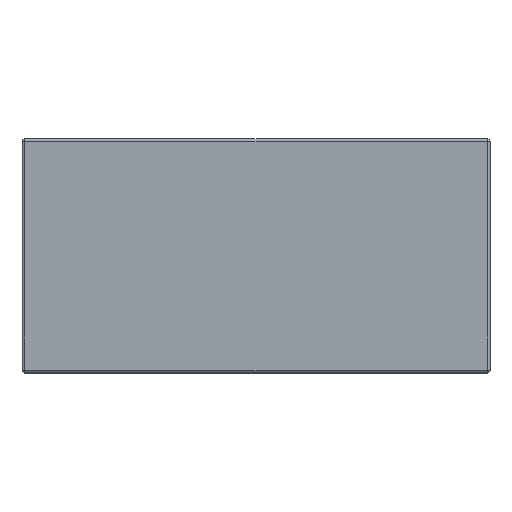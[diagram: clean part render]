
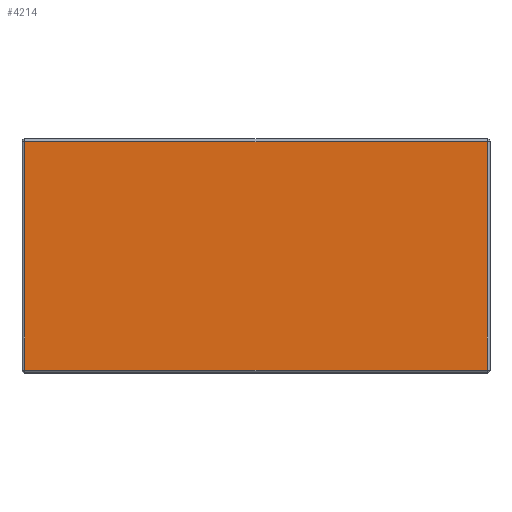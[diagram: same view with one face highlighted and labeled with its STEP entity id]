
A CAD part, top view. The second image highlights one B-rep face of the part: STEP entity #4214.
In plain terms, the highlighted planar face has unit normal (0, 0, 1).
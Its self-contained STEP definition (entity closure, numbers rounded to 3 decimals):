
#45 = LINE ( 'NONE', #564, #1195 ) ;
#192 = VECTOR ( 'NONE', #1312, 1000. ) ;
#382 = VERTEX_POINT ( 'NONE', #5437 ) ;
#513 = VERTEX_POINT ( 'NONE', #3700 ) ;
#564 = CARTESIAN_POINT ( 'NONE',  ( -0.8, 0.39, 0.18 ) ) ;
#718 = CARTESIAN_POINT ( 'NONE',  ( 0.79, 0.39, 0.18 ) ) ;
#730 = CARTESIAN_POINT ( 'NONE',  ( 0.79, 0.4, 0.18 ) ) ;
#751 = LINE ( 'NONE', #3235, #192 ) ;
#1195 = VECTOR ( 'NONE', #3443, 1000. ) ;
#1312 = DIRECTION ( 'NONE',  ( 0., -1., 0. ) ) ;
#1598 = FACE_OUTER_BOUND ( 'NONE', #5512, .T. ) ;
#1690 = VECTOR ( 'NONE', #3000, 1000. ) ;
#1793 = EDGE_CURVE ( 'NONE', #513, #5114, #2598, .T. ) ;
#1963 = AXIS2_PLACEMENT_3D ( 'NONE', #2080, #4549, #4134 ) ;
#2067 = ORIENTED_EDGE ( 'NONE', *, *, #1793, .T. ) ;
#2080 = CARTESIAN_POINT ( 'NONE',  ( 0., 0., 0.18 ) ) ;
#2107 = EDGE_CURVE ( 'NONE', #382, #4775, #751, .T. ) ;
#2471 = CARTESIAN_POINT ( 'NONE',  ( 0.8, -0.39, 0.18 ) ) ;
#2514 = ORIENTED_EDGE ( 'NONE', *, *, #6200, .T. ) ;
#2533 = LINE ( 'NONE', #2471, #1690 ) ;
#2598 = LINE ( 'NONE', #730, #3060 ) ;
#2597 = PLANE ( 'NONE',  #1963 ) ;
#3000 = DIRECTION ( 'NONE',  ( 1., 0., 0. ) ) ;
#3060 = VECTOR ( 'NONE', #3574, 1000. ) ;
#3235 = CARTESIAN_POINT ( 'NONE',  ( -0.79, -0.4, 0.18 ) ) ;
#3443 = DIRECTION ( 'NONE',  ( -1., 0., 0. ) ) ;
#3574 = DIRECTION ( 'NONE',  ( 0., 1., 0. ) ) ;
#3700 = CARTESIAN_POINT ( 'NONE',  ( 0.79, -0.39, 0.18 ) ) ;
#4031 = ORIENTED_EDGE ( 'NONE', *, *, #2107, .T. ) ;
#4134 = DIRECTION ( 'NONE',  ( 1., 0., 0. ) ) ;
#4214 = ADVANCED_FACE ( 'NONE', ( #1598 ), #2597, .T. ) ;
#4336 = ORIENTED_EDGE ( 'NONE', *, *, #6191, .T. ) ;
#4549 = DIRECTION ( 'NONE',  ( 0., 0., 1. ) ) ;
#4775 = VERTEX_POINT ( 'NONE', #4884 ) ;
#4884 = CARTESIAN_POINT ( 'NONE',  ( -0.79, -0.39, 0.18 ) ) ;
#5114 = VERTEX_POINT ( 'NONE', #718 ) ;
#5437 = CARTESIAN_POINT ( 'NONE',  ( -0.79, 0.39, 0.18 ) ) ;
#5512 = EDGE_LOOP ( 'NONE', ( #2067, #2514, #4031, #4336 ) ) ;
#6191 = EDGE_CURVE ( 'NONE', #4775, #513, #2533, .T. ) ;
#6200 = EDGE_CURVE ( 'NONE', #5114, #382, #45, .T. ) ;
